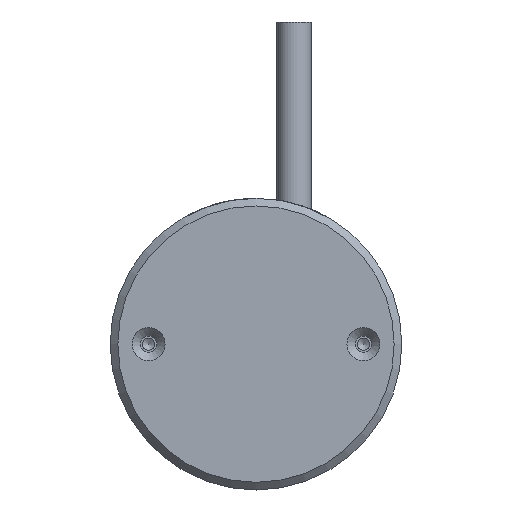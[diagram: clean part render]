
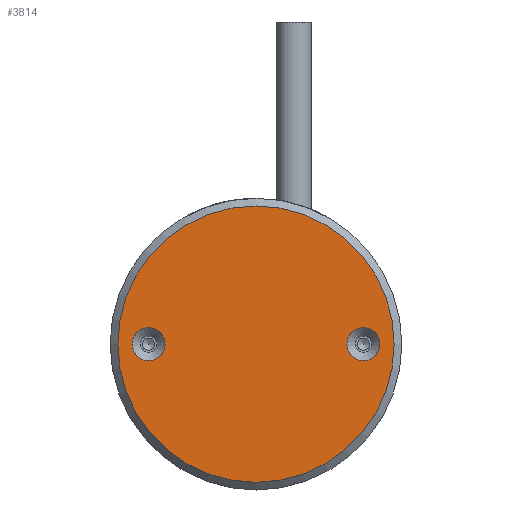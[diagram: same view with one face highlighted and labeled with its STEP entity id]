
A CAD part, left-side view. The second image highlights one B-rep face of the part: STEP entity #3814.
In plain terms, the highlighted planar face has unit normal (-1, 0, 0).
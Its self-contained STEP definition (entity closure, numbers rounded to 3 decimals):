
#19 = AXIS2_PLACEMENT_3D ( 'NONE', #3676, #2300, #904 ) ;
#38 = PLANE ( 'NONE',  #1305 ) ;
#89 = EDGE_CURVE ( 'NONE', #1686, #1686, #4332, .T. ) ;
#172 = ORIENTED_EDGE ( 'NONE', *, *, #2477, .F. ) ;
#729 = FACE_OUTER_BOUND ( 'NONE', #1699, .T. ) ;
#904 = DIRECTION ( 'NONE',  ( 0., 1., 0. ) ) ;
#1305 = AXIS2_PLACEMENT_3D ( 'NONE', #3219, #1449, #3950 ) ;
#1381 = DIRECTION ( 'NONE',  ( -1., 0., 0. ) ) ;
#1449 = DIRECTION ( 'NONE',  ( 1., 0., 0. ) ) ;
#1590 = AXIS2_PLACEMENT_3D ( 'NONE', #3213, #1775, #2186 ) ;
#1593 = EDGE_LOOP ( 'NONE', ( #4046 ) ) ;
#1681 = AXIS2_PLACEMENT_3D ( 'NONE', #3809, #1381, #1714 ) ;
#1686 = VERTEX_POINT ( 'NONE', #1951 ) ;
#1699 = EDGE_LOOP ( 'NONE', ( #3431 ) ) ;
#1714 = DIRECTION ( 'NONE',  ( 0., 0., 1. ) ) ;
#1774 = VERTEX_POINT ( 'NONE', #2865 ) ;
#1775 = DIRECTION ( 'NONE',  ( -1., 0., 0. ) ) ;
#1894 = VERTEX_POINT ( 'NONE', #3467 ) ;
#1951 = CARTESIAN_POINT ( 'NONE',  ( -9.9, 14., 2.15 ) ) ;
#2186 = DIRECTION ( 'NONE',  ( 0., 0., 1. ) ) ;
#2290 = CIRCLE ( 'NONE', #19, 18. ) ;
#2300 = DIRECTION ( 'NONE',  ( 1., 0., 0. ) ) ;
#2337 = CIRCLE ( 'NONE', #1590, 2.15 ) ;
#2477 = EDGE_CURVE ( 'NONE', #1894, #1894, #2337, .T. ) ;
#2865 = CARTESIAN_POINT ( 'NONE',  ( -9.9, 18., 0. ) ) ;
#3067 = EDGE_CURVE ( 'NONE', #1774, #1774, #2290, .T. ) ;
#3213 = CARTESIAN_POINT ( 'NONE',  ( -9.9, -14., 0. ) ) ;
#3219 = CARTESIAN_POINT ( 'NONE',  ( -9.9, 0., 0. ) ) ;
#3431 = ORIENTED_EDGE ( 'NONE', *, *, #3067, .F. ) ;
#3467 = CARTESIAN_POINT ( 'NONE',  ( -9.9, -14., 2.15 ) ) ;
#3676 = CARTESIAN_POINT ( 'NONE',  ( -9.9, 0., 0. ) ) ;
#3809 = CARTESIAN_POINT ( 'NONE',  ( -9.9, 14., 0. ) ) ;
#3814 = ADVANCED_FACE ( 'NONE', ( #729, #4358, #3927 ), #38, .F. ) ;
#3875 = EDGE_LOOP ( 'NONE', ( #172 ) ) ;
#3927 = FACE_BOUND ( 'NONE', #3875, .T. ) ;
#3950 = DIRECTION ( 'NONE',  ( 0., 1., 0. ) ) ;
#4046 = ORIENTED_EDGE ( 'NONE', *, *, #89, .F. ) ;
#4332 = CIRCLE ( 'NONE', #1681, 2.15 ) ;
#4358 = FACE_BOUND ( 'NONE', #1593, .T. ) ;
